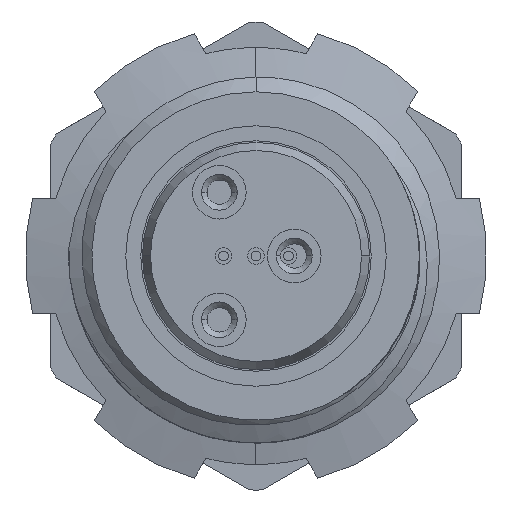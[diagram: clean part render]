
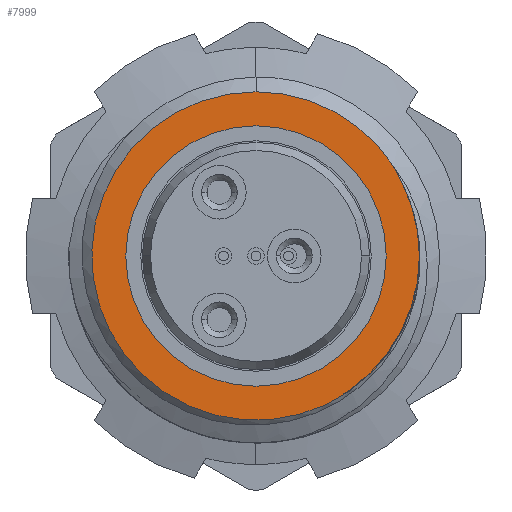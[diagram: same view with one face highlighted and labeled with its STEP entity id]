
A CAD part, left-side view. The second image highlights one B-rep face of the part: STEP entity #7999.
In plain terms, the highlighted planar face has unit normal (-1, 0, 0).
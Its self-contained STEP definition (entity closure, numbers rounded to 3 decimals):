
#2521=CARTESIAN_POINT('',(-10.1,-10.107,0.565));
#2522=CARTESIAN_POINT('',(-10.1,-10.095,0.675));
#2523=CARTESIAN_POINT('',(-10.1,-10.068,0.893));
#2524=CARTESIAN_POINT('',(-10.1,-10.017,1.219));
#2525=CARTESIAN_POINT('',(-10.1,-9.976,1.435));
#2526=CARTESIAN_POINT('',(-10.1,-9.954,1.543));
#2528=CARTESIAN_POINT('',(-10.1,0.,0.));
#2529=DIRECTION('',(-1.,0.,0.));
#2530=DIRECTION('',(0.,-0.837,0.547));
#2531=AXIS2_PLACEMENT_3D('',#2528,#2529,#2530);
#2533=CARTESIAN_POINT('',(-10.1,-8.962,4.594));
#2534=CARTESIAN_POINT('',(-10.1,-8.913,4.702));
#2535=CARTESIAN_POINT('',(-10.1,-8.811,4.916));
#2536=CARTESIAN_POINT('',(-10.1,-8.648,5.232));
#2537=CARTESIAN_POINT('',(-10.1,-8.531,5.439));
#2538=CARTESIAN_POINT('',(-10.1,-8.471,5.542));
#2540=CARTESIAN_POINT('',(-10.1,-9.954,1.543));
#2541=CARTESIAN_POINT('',(-10.1,-9.921,1.755));
#2542=CARTESIAN_POINT('',(-10.1,-9.841,2.177));
#2543=CARTESIAN_POINT('',(-10.1,-9.681,2.802));
#2544=CARTESIAN_POINT('',(-10.1,-9.482,3.415));
#2545=CARTESIAN_POINT('',(-10.1,-9.244,4.015));
#2546=CARTESIAN_POINT('',(-10.1,-9.06,4.403));
#2547=CARTESIAN_POINT('',(-10.1,-8.962,4.594));
#2549=CARTESIAN_POINT('',(-10.1,0.,0.));
#2550=DIRECTION('',(-1.,0.,0.));
#2551=DIRECTION('',(0.,0.,1.));
#2552=AXIS2_PLACEMENT_3D('',#2549,#2550,#2551);
#2675=CARTESIAN_POINT('',(-10.1,-8.471,5.542));
#2713=CARTESIAN_POINT('',(-10.1,0.,0.));
#2714=DIRECTION('',(1.,0.,0.));
#2715=DIRECTION('',(0.,0.,-1.));
#2716=AXIS2_PLACEMENT_3D('',#2713,#2714,#2715);
#2727=CARTESIAN_POINT('',(-10.1,0.,0.));
#2728=DIRECTION('',(-1.,0.,0.));
#2729=DIRECTION('',(0.,0.,-1.));
#2730=AXIS2_PLACEMENT_3D('',#2727,#2728,#2729);
#5018=VERTEX_POINT('',#2675);
#5024=CARTESIAN_POINT('',(-10.1,0.,
10.123));
#5025=VERTEX_POINT('',#5024);
#5026=CARTESIAN_POINT('',(-10.1,0.,-8.025));
#5027=CARTESIAN_POINT('',(-10.1,0.,8.025));
#5028=VERTEX_POINT('',#5026);
#5029=VERTEX_POINT('',#5027);
#5030=VERTEX_POINT('',#2521);
#5031=VERTEX_POINT('',#2526);
#5032=VERTEX_POINT('',#2533);
#7979=CARTESIAN_POINT('',(-10.1,0.,0.));
#7980=DIRECTION('',(1.,0.,0.));
#7981=DIRECTION('',(0.,0.,1.));
#7982=AXIS2_PLACEMENT_3D('',#7979,#7980,#7981);
#7983=PLANE('',#7982);
#7984=ORIENTED_EDGE('',*,*,#7744,.F.);
#7986=ORIENTED_EDGE('',*,*,#7985,.F.);
#7988=ORIENTED_EDGE('',*,*,#7987,.F.);
#7989=ORIENTED_EDGE('',*,*,#7885,.F.);
#7990=ORIENTED_EDGE('',*,*,#7973,.F.);
#7991=EDGE_LOOP('',(#7984,#7986,#7988,#7989,#7990));
#7992=FACE_OUTER_BOUND('',#7991,.F.);
#7994=ORIENTED_EDGE('',*,*,#7993,.F.);
#7996=ORIENTED_EDGE('',*,*,#7995,.T.);
#7997=EDGE_LOOP('',(#7994,#7996));
#7998=FACE_BOUND('',#7997,.F.);
#7999=ADVANCED_FACE('',(#7992,#7998),#7983,.F.);
#2527=B_SPLINE_CURVE_WITH_KNOTS('',3,(#2521,#2522,#2523,#2524,#2525,#2526),
.UNSPECIFIED.,.F.,.F.,(4,1,1,4),(0.,0.333,0.667,1.),
.UNSPECIFIED.);
#2532=CIRCLE('',#2531,10.123);
#2539=B_SPLINE_CURVE_WITH_KNOTS('',3,(#2533,#2534,#2535,#2536,#2537,#2538),
.UNSPECIFIED.,.F.,.F.,(4,1,1,4),(0.,0.333,0.667,1.),
.UNSPECIFIED.);
#2548=B_SPLINE_CURVE_WITH_KNOTS('',3,(#2540,#2541,#2542,#2543,#2544,#2545,#2546,
#2547),.UNSPECIFIED.,.F.,.F.,(4,1,1,1,1,4),(0.,0.2,0.4,0.6,0.8,1.),
.UNSPECIFIED.);
#2553=CIRCLE('',#2552,10.123);
#2717=CIRCLE('',#2716,8.025);
#2731=CIRCLE('',#2730,8.025);
#7744=EDGE_CURVE('',#5030,#5031,#2527,.T.);
#7885=EDGE_CURVE('',#5032,#5018,#2539,.T.);
#7973=EDGE_CURVE('',#5031,#5032,#2548,.T.);
#7985=EDGE_CURVE('',#5025,#5030,#2553,.T.);
#7987=EDGE_CURVE('',#5018,#5025,#2532,.T.);
#7993=EDGE_CURVE('',#5028,#5029,#2717,.T.);
#7995=EDGE_CURVE('',#5028,#5029,#2731,.T.);
